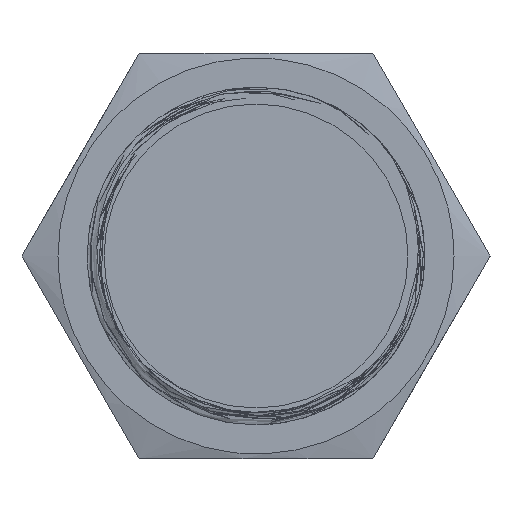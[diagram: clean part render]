
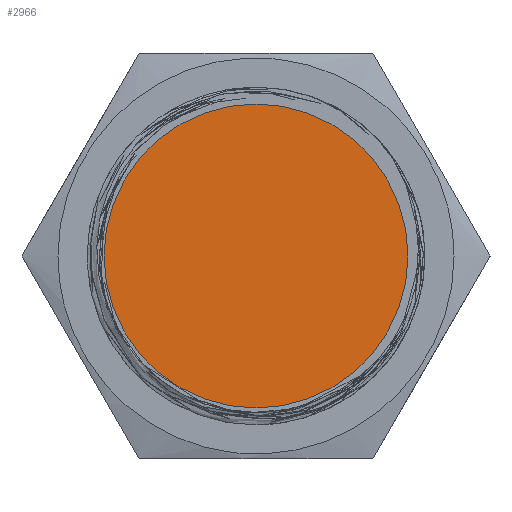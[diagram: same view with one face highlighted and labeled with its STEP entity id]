
A CAD part, left-side view. The second image highlights one B-rep face of the part: STEP entity #2966.
In plain terms, the highlighted planar face has unit normal (-1, 0, 0).
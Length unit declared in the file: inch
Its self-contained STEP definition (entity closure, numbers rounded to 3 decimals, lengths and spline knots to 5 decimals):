
#194 = PLANE ( 'NONE',  #2182 ) ;
#965 = CARTESIAN_POINT ( 'NONE',  ( 9.05907, 0., 5.74835 ) ) ;
#990 = ORIENTED_EDGE ( 'NONE', *, *, #2008, .F. ) ;
#1225 = EDGE_LOOP ( 'NONE', ( #990, #7932 ) ) ;
#1325 = AXIS2_PLACEMENT_3D ( 'NONE', #4662, #8879, #3116 ) ;
#1603 = DIRECTION ( 'NONE',  ( 1., 0., 0. ) ) ;
#2008 = EDGE_CURVE ( 'NONE', #4807, #6673, #2787, .T. ) ;
#2182 = AXIS2_PLACEMENT_3D ( 'NONE', #4874, #9091, #2989 ) ;
#2194 = EDGE_CURVE ( 'NONE', #6673, #4807, #7644, .T. ) ;
#2787 = CIRCLE ( 'NONE', #8101, 0.5315 ) ;
#2966 = ADVANCED_FACE ( 'NONE', ( #3036 ), #194, .F. ) ;
#2989 = DIRECTION ( 'NONE',  ( 0., 0., -1. ) ) ;
#3036 = FACE_OUTER_BOUND ( 'NONE', #1225, .T. ) ;
#3116 = DIRECTION ( 'NONE',  ( 0., 0., -1. ) ) ;
#4662 = CARTESIAN_POINT ( 'NONE',  ( 9.05907, 0., 6.27985 ) ) ;
#4807 = VERTEX_POINT ( 'NONE', #965 ) ;
#4874 = CARTESIAN_POINT ( 'NONE',  ( 9.05907, 0., 6.27985 ) ) ;
#5777 = DIRECTION ( 'NONE',  ( 0., 0., -1. ) ) ;
#6673 = VERTEX_POINT ( 'NONE', #8626 ) ;
#7644 = CIRCLE ( 'NONE', #1325, 0.5315 ) ;
#7932 = ORIENTED_EDGE ( 'NONE', *, *, #2194, .F. ) ;
#7967 = CARTESIAN_POINT ( 'NONE',  ( 9.05907, 0., 6.27985 ) ) ;
#8101 = AXIS2_PLACEMENT_3D ( 'NONE', #7967, #1603, #5777 ) ;
#8626 = CARTESIAN_POINT ( 'NONE',  ( 9.05907, 0., 6.81134 ) ) ;
#8879 = DIRECTION ( 'NONE',  ( 1., 0., 0. ) ) ;
#9091 = DIRECTION ( 'NONE',  ( 1., 0., 0. ) ) ;
